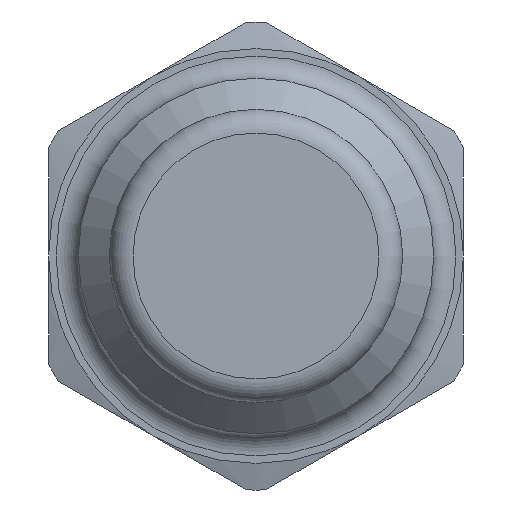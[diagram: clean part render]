
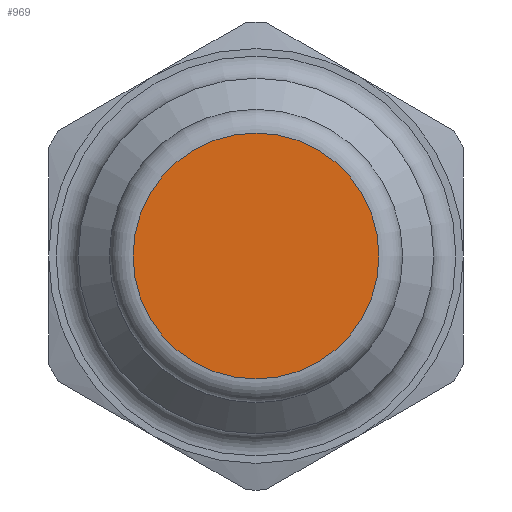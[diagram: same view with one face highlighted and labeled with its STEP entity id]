
A CAD part, left-side view. The second image highlights one B-rep face of the part: STEP entity #969.
In plain terms, the highlighted planar face has unit normal (-1, 0, 0).
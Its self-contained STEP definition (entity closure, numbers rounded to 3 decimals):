
#953=CARTESIAN_POINT('',(0.,3.325,0.0));
#954=DIRECTION('',(-1.0,0.0,0.0));
#955=DIRECTION('',(0.0,0.0,1.0));
#956=AXIS2_PLACEMENT_3D('',#953,#954,#955);
#957=PLANE('',#956);
#958=CARTESIAN_POINT('',(0.,4.15,0.0));
#959=VERTEX_POINT('',#958);
#960=CARTESIAN_POINT('',(0.0,0.0,0.0));
#961=DIRECTION('',(1.0,0.0,0.0));
#962=DIRECTION('',(0.0,1.0,0.0));
#963=AXIS2_PLACEMENT_3D('',#960,#961,#962);
#964=CIRCLE('',#963,4.15);
#965=EDGE_CURVE('',#959,#959,#964,.T.);
#966=ORIENTED_EDGE('',*,*,#965,.F.);
#967=EDGE_LOOP('',(#966));
#968=FACE_OUTER_BOUND('',#967,.T.);
#969=ADVANCED_FACE('',(#968),#957,.T.);
